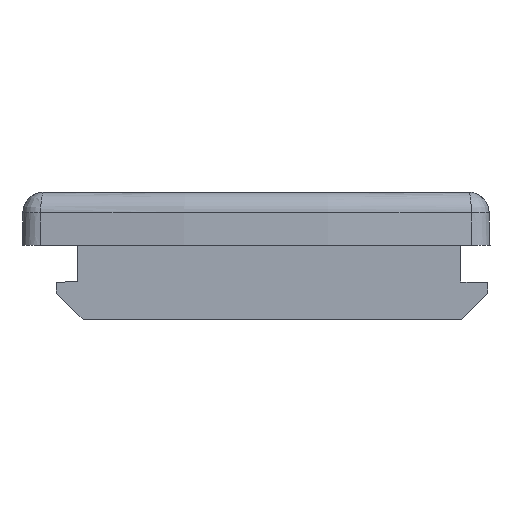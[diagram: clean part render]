
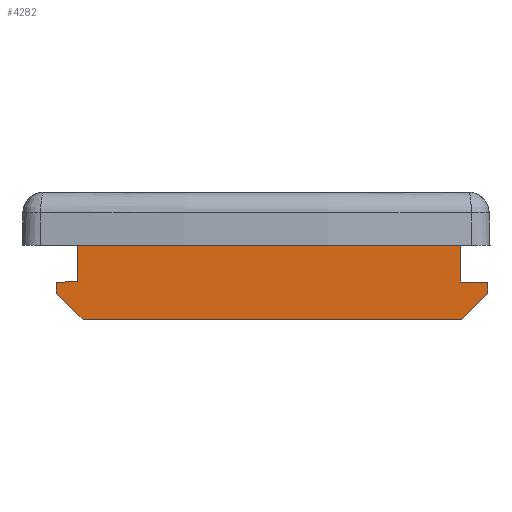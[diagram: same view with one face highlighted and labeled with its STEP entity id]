
A CAD part, front view. The second image highlights one B-rep face of the part: STEP entity #4282.
In plain terms, the highlighted planar face has unit normal (0, -1, 0).
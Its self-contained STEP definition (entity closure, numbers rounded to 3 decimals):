
#4214=AXIS2_PLACEMENT_3D('Plane Axis2P3D',#4211,#4212,#4213) ;
#50=CARTESIAN_POINT('Vertex',(41.341,14.987,0.)) ;
#53=CARTESIAN_POINT('Line Origine',(23.539,14.987,0.)) ;
#57=CARTESIAN_POINT('Vertex',(5.737,14.987,0.)) ;
#4192=CARTESIAN_POINT('Line Origine',(42.547,14.987,1.25)) ;
#4196=CARTESIAN_POINT('Vertex',(43.754,14.987,2.5)) ;
#4211=CARTESIAN_POINT('Axis2P3D Location',(43.974,14.987,7.)) ;
#4216=CARTESIAN_POINT('Line Origine',(43.746,14.987,3.006)) ;
#4220=CARTESIAN_POINT('Vertex',(43.737,14.987,3.513)) ;
#4223=CARTESIAN_POINT('Line Origine',(42.487,14.987,3.535)) ;
#4227=CARTESIAN_POINT('Vertex',(41.237,14.987,3.556)) ;
#4230=CARTESIAN_POINT('Line Origine',(41.237,14.987,5.278)) ;
#4234=CARTESIAN_POINT('Vertex',(41.237,14.987,7.)) ;
#4237=CARTESIAN_POINT('Line Origine',(23.237,14.987,7.)) ;
#4241=CARTESIAN_POINT('Vertex',(5.237,14.987,7.)) ;
#4244=CARTESIAN_POINT('Line Origine',(5.237,14.987,5.3)) ;
#4248=CARTESIAN_POINT('Vertex',(5.237,14.987,3.6)) ;
#4251=CARTESIAN_POINT('Line Origine',(4.237,14.987,3.565)) ;
#4255=CARTESIAN_POINT('Vertex',(3.237,14.987,3.53)) ;
#4258=CARTESIAN_POINT('Line Origine',(3.237,14.987,3.015)) ;
#4262=CARTESIAN_POINT('Vertex',(3.237,14.987,2.5)) ;
#4265=CARTESIAN_POINT('Line Origine',(4.487,14.987,1.25)) ;
#54=DIRECTION('Vector Direction',(-1.,0.,0.)) ;
#4193=DIRECTION('Vector Direction',(0.695,0.,0.719)) ;
#4212=DIRECTION('Axis2P3D Direction',(0.,-1.,0.)) ;
#4213=DIRECTION('Axis2P3D XDirection',(1.,0.,0.)) ;
#4217=DIRECTION('Vector Direction',(0.017,0.,-1.)) ;
#4224=DIRECTION('Vector Direction',(-1.,0.,0.017)) ;
#4231=DIRECTION('Vector Direction',(0.,0.,-1.)) ;
#4238=DIRECTION('Vector Direction',(-1.,0.,0.)) ;
#4245=DIRECTION('Vector Direction',(0.,0.,-1.)) ;
#4252=DIRECTION('Vector Direction',(0.999,0.,0.035)) ;
#4259=DIRECTION('Vector Direction',(0.,0.,1.)) ;
#4266=DIRECTION('Vector Direction',(0.707,0.,-0.707)) ;
#55=VECTOR('Line Direction',#54,1.) ;
#4194=VECTOR('Line Direction',#4193,1.) ;
#4218=VECTOR('Line Direction',#4217,1.) ;
#4225=VECTOR('Line Direction',#4224,1.) ;
#4232=VECTOR('Line Direction',#4231,1.) ;
#4239=VECTOR('Line Direction',#4238,1.) ;
#4246=VECTOR('Line Direction',#4245,1.) ;
#4253=VECTOR('Line Direction',#4252,1.) ;
#4260=VECTOR('Line Direction',#4259,1.) ;
#4267=VECTOR('Line Direction',#4266,1.) ;
#4271=ORIENTED_EDGE('',*,*,#59,.F.) ;
#4272=ORIENTED_EDGE('',*,*,#4198,.T.) ;
#4273=ORIENTED_EDGE('',*,*,#4222,.F.) ;
#4274=ORIENTED_EDGE('',*,*,#4229,.T.) ;
#4275=ORIENTED_EDGE('',*,*,#4236,.F.) ;
#4276=ORIENTED_EDGE('',*,*,#4243,.T.) ;
#4277=ORIENTED_EDGE('',*,*,#4250,.T.) ;
#4278=ORIENTED_EDGE('',*,*,#4257,.F.) ;
#4279=ORIENTED_EDGE('',*,*,#4264,.F.) ;
#4280=ORIENTED_EDGE('',*,*,#4269,.T.) ;
#4282=ADVANCED_FACE('CABTITE EP B 24/26 GY',(#4281),#4215,.T.) ;
#59=EDGE_CURVE('',#51,#58,#56,.T.) ;
#4198=EDGE_CURVE('',#51,#4197,#4195,.T.) ;
#4222=EDGE_CURVE('',#4221,#4197,#4219,.T.) ;
#4229=EDGE_CURVE('',#4221,#4228,#4226,.T.) ;
#4236=EDGE_CURVE('',#4235,#4228,#4233,.T.) ;
#4243=EDGE_CURVE('',#4235,#4242,#4240,.T.) ;
#4250=EDGE_CURVE('',#4242,#4249,#4247,.T.) ;
#4257=EDGE_CURVE('',#4256,#4249,#4254,.T.) ;
#4264=EDGE_CURVE('',#4263,#4256,#4261,.T.) ;
#4269=EDGE_CURVE('',#4263,#58,#4268,.T.) ;
#4270=EDGE_LOOP('',(#4271,#4272,#4273,#4274,#4275,#4276,#4277,#4278,#4279,#4280)) ;
#4281=FACE_OUTER_BOUND('',#4270,.T.) ;
#56=LINE('Line',#53,#55) ;
#4195=LINE('Line',#4192,#4194) ;
#4219=LINE('Line',#4216,#4218) ;
#4226=LINE('Line',#4223,#4225) ;
#4233=LINE('Line',#4230,#4232) ;
#4240=LINE('Line',#4237,#4239) ;
#4247=LINE('Line',#4244,#4246) ;
#4254=LINE('Line',#4251,#4253) ;
#4261=LINE('Line',#4258,#4260) ;
#4268=LINE('Line',#4265,#4267) ;
#4215=PLANE('',#4214) ;
#51=VERTEX_POINT('',#50) ;
#58=VERTEX_POINT('',#57) ;
#4197=VERTEX_POINT('',#4196) ;
#4221=VERTEX_POINT('',#4220) ;
#4228=VERTEX_POINT('',#4227) ;
#4235=VERTEX_POINT('',#4234) ;
#4242=VERTEX_POINT('',#4241) ;
#4249=VERTEX_POINT('',#4248) ;
#4256=VERTEX_POINT('',#4255) ;
#4263=VERTEX_POINT('',#4262) ;
